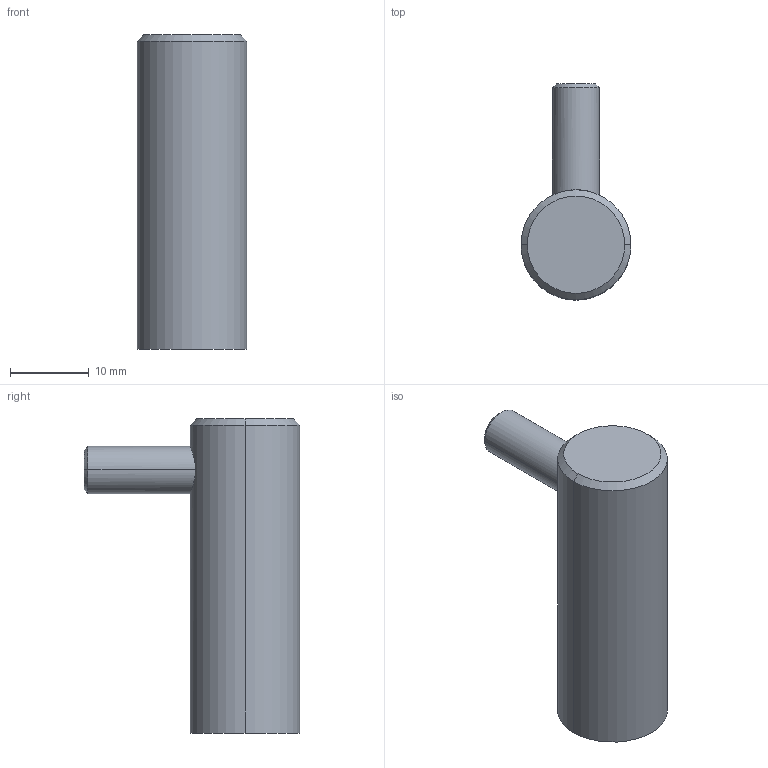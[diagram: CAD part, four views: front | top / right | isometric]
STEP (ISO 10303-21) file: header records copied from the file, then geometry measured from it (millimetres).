
FILE_DESCRIPTION(('Creo Elements/Direct Modeling STEP Export'),'2;1');
FILE_NAME('2453.stp','2019-01-14T 8:21:48',(''),(''),'Creo Elements/Direct Modeling STEP processor for AP214 (Solid Model)','Creo Elements/Direct Modeling 20.0 12-Nov-2016 (C) Parametric Technology GmbH','');
FILE_SCHEMA(('AUTOMOTIVE_DESIGN { 1 0 10303 214 1 1 1 1 }'));
Length unit declared in the file: millimetre
Products named in the file (2): 2453
Assembly tree (1 placements, depth 2):
  2453
    2453
Bounding box: 14 x 27.5 x 40 mm (x, y, z)
Volume: 6528.1 mm3; surface area: 2299.9 mm2
Topology: 1 solids, 1 shells, 11 faces, 23 edges, 15 vertices
Faces by surface type: cylinder 4, cone 4, plane 3
Entity records: 693 total; most frequent: CARTESIAN_POINT 423, DIRECTION 48, ORIENTED_EDGE 46, EDGE_CURVE 23, AXIS2_PLACEMENT_3D 20, VERTEX_POINT 15, EDGE_LOOP 12, FACE_OUTER_BOUND 11
